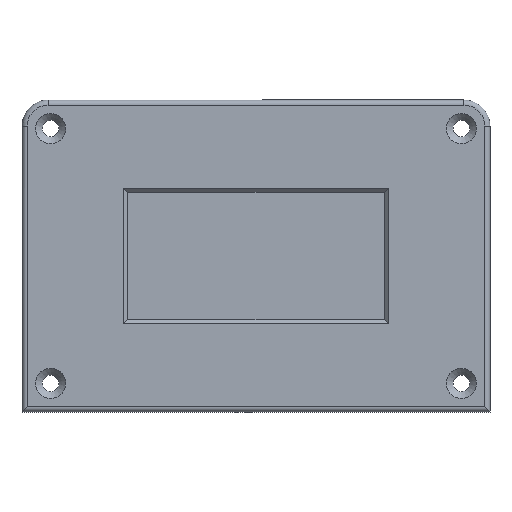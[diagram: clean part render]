
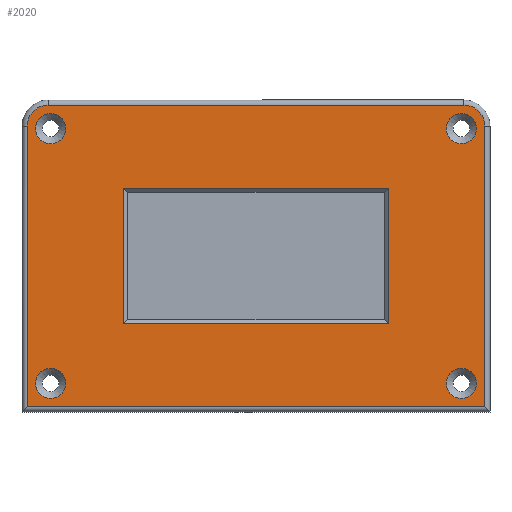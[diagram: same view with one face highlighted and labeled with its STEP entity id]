
A CAD part, front view. The second image highlights one B-rep face of the part: STEP entity #2020.
In plain terms, the highlighted planar face has unit normal (0, -1, 0).
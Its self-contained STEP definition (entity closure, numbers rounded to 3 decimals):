
#84=CIRCLE('',#2185,4.);
#85=CIRCLE('',#2186,4.);
#86=CIRCLE('',#2187,2.9);
#87=CIRCLE('',#2188,2.9);
#88=CIRCLE('',#2189,2.9);
#89=CIRCLE('',#2190,2.9);
#168=ORIENTED_EDGE('',*,*,#720,.T.);
#169=ORIENTED_EDGE('',*,*,#721,.T.);
#170=ORIENTED_EDGE('',*,*,#722,.T.);
#171=ORIENTED_EDGE('',*,*,#723,.T.);
#172=ORIENTED_EDGE('',*,*,#724,.T.);
#173=ORIENTED_EDGE('',*,*,#725,.T.);
#174=ORIENTED_EDGE('',*,*,#726,.T.);
#175=ORIENTED_EDGE('',*,*,#727,.T.);
#176=ORIENTED_EDGE('',*,*,#728,.T.);
#177=ORIENTED_EDGE('',*,*,#729,.T.);
#178=ORIENTED_EDGE('',*,*,#730,.T.);
#179=ORIENTED_EDGE('',*,*,#731,.T.);
#180=ORIENTED_EDGE('',*,*,#732,.T.);
#181=ORIENTED_EDGE('',*,*,#733,.T.);
#720=EDGE_CURVE('',#996,#997,#84,.T.);
#721=EDGE_CURVE('',#997,#998,#1180,.T.);
#722=EDGE_CURVE('',#998,#999,#1181,.T.);
#723=EDGE_CURVE('',#999,#1000,#1182,.T.);
#724=EDGE_CURVE('',#1000,#1001,#85,.T.);
#725=EDGE_CURVE('',#1001,#996,#1183,.T.);
#726=EDGE_CURVE('',#1002,#1003,#1184,.T.);
#727=EDGE_CURVE('',#1003,#1004,#1185,.T.);
#728=EDGE_CURVE('',#1004,#1005,#1186,.T.);
#729=EDGE_CURVE('',#1005,#1002,#1187,.T.);
#730=EDGE_CURVE('',#1006,#1006,#86,.F.);
#731=EDGE_CURVE('',#1007,#1007,#87,.F.);
#732=EDGE_CURVE('',#1008,#1008,#88,.F.);
#733=EDGE_CURVE('',#1009,#1009,#89,.F.);
#996=VERTEX_POINT('',#3028);
#997=VERTEX_POINT('',#3029);
#998=VERTEX_POINT('',#3031);
#999=VERTEX_POINT('',#3033);
#1000=VERTEX_POINT('',#3035);
#1001=VERTEX_POINT('',#3037);
#1002=VERTEX_POINT('',#3040);
#1003=VERTEX_POINT('',#3041);
#1004=VERTEX_POINT('',#3043);
#1005=VERTEX_POINT('',#3045);
#1006=VERTEX_POINT('',#3048);
#1007=VERTEX_POINT('',#3050);
#1008=VERTEX_POINT('',#3052);
#1009=VERTEX_POINT('',#3054);
#1180=LINE('',#3030,#1410);
#1181=LINE('',#3032,#1411);
#1182=LINE('',#3034,#1412);
#1183=LINE('',#3038,#1413);
#1184=LINE('',#3039,#1414);
#1185=LINE('',#3042,#1415);
#1186=LINE('',#3044,#1416);
#1187=LINE('',#3046,#1417);
#1410=VECTOR('',#2420,1000.);
#1411=VECTOR('',#2421,1000.);
#1412=VECTOR('',#2422,1000.);
#1413=VECTOR('',#2425,1000.);
#1414=VECTOR('',#2426,1000.);
#1415=VECTOR('',#2427,1000.);
#1416=VECTOR('',#2428,1000.);
#1417=VECTOR('',#2429,1000.);
#1618=EDGE_LOOP('',(#168,#169,#170,#171,#172,#173));
#1619=EDGE_LOOP('',(#174,#175,#176,#177));
#1620=EDGE_LOOP('',(#178));
#1621=EDGE_LOOP('',(#179));
#1622=EDGE_LOOP('',(#180));
#1623=EDGE_LOOP('',(#181));
#1780=FACE_BOUND('',#1618,.T.);
#1781=FACE_BOUND('',#1619,.T.);
#1782=FACE_BOUND('',#1620,.T.);
#1783=FACE_BOUND('',#1621,.T.);
#1784=FACE_BOUND('',#1622,.T.);
#1785=FACE_BOUND('',#1623,.T.);
#1931=PLANE('',#2184);
#2020=ADVANCED_FACE('',(#1780,#1781,#1782,#1783,#1784,#1785),#1931,.T.);
#2184=AXIS2_PLACEMENT_3D('',#3026,#2416,#2417);
#2185=AXIS2_PLACEMENT_3D('',#3027,#2418,#2419);
#2186=AXIS2_PLACEMENT_3D('',#3036,#2423,#2424);
#2187=AXIS2_PLACEMENT_3D('',#3047,#2430,#2431);
#2188=AXIS2_PLACEMENT_3D('',#3049,#2432,#2433);
#2189=AXIS2_PLACEMENT_3D('',#3051,#2434,#2435);
#2190=AXIS2_PLACEMENT_3D('',#3053,#2436,#2437);
#2416=DIRECTION('',(0.,-1.,0.));
#2417=DIRECTION('',(0.,0.,-1.));
#2418=DIRECTION('',(0.,-1.,0.));
#2419=DIRECTION('',(0.,0.,-1.));
#2420=DIRECTION('',(0.,0.,-1.));
#2421=DIRECTION('',(1.,0.,0.));
#2422=DIRECTION('',(0.,0.,1.));
#2423=DIRECTION('',(0.,-1.,0.));
#2424=DIRECTION('',(0.,0.,-1.));
#2425=DIRECTION('',(-1.,0.,0.));
#2426=DIRECTION('',(1.,0.,0.));
#2427=DIRECTION('',(0.,0.,-1.));
#2428=DIRECTION('',(-1.,0.,0.));
#2429=DIRECTION('',(0.,0.,1.));
#2430=DIRECTION('',(0.,-1.,0.));
#2431=DIRECTION('',(0.,0.,-1.));
#2432=DIRECTION('',(0.,-1.,0.));
#2433=DIRECTION('',(0.,0.,-1.));
#2434=DIRECTION('',(0.,-1.,0.));
#2435=DIRECTION('',(0.,0.,-1.));
#2436=DIRECTION('',(0.,-1.,0.));
#2437=DIRECTION('',(0.,0.,-1.));
#3026=CARTESIAN_POINT('',(40.,-42.,55.));
#3027=CARTESIAN_POINT('',(-40.,-42.,55.));
#3028=CARTESIAN_POINT('',(-40.,-42.,59.));
#3029=CARTESIAN_POINT('',(-44.,-42.,55.));
#3030=CARTESIAN_POINT('',(-44.,-42.,0.));
#3031=CARTESIAN_POINT('',(-44.,-42.,1.));
#3032=CARTESIAN_POINT('',(45.,-42.,1.));
#3033=CARTESIAN_POINT('',(44.,-42.,1.));
#3034=CARTESIAN_POINT('',(44.,-42.,55.));
#3035=CARTESIAN_POINT('',(44.,-42.,55.));
#3036=CARTESIAN_POINT('',(40.,-42.,55.));
#3037=CARTESIAN_POINT('',(40.,-42.,59.));
#3038=CARTESIAN_POINT('',(-40.,-42.,59.));
#3039=CARTESIAN_POINT('',(24.7,-42.,43.05));
#3040=CARTESIAN_POINT('',(-25.5,-42.,43.05));
#3041=CARTESIAN_POINT('',(25.5,-42.,43.05));
#3042=CARTESIAN_POINT('',(25.5,-42.,17.75));
#3043=CARTESIAN_POINT('',(25.5,-42.,16.95));
#3044=CARTESIAN_POINT('',(-24.7,-42.,16.95));
#3045=CARTESIAN_POINT('',(-25.5,-42.,16.95));
#3046=CARTESIAN_POINT('',(-25.5,-42.,42.25));
#3047=CARTESIAN_POINT('',(-39.5,-42.,5.5));
#3048=CARTESIAN_POINT('',(-39.5,-42.,2.6));
#3049=CARTESIAN_POINT('',(39.5,-42.,5.5));
#3050=CARTESIAN_POINT('',(39.5,-42.,2.6));
#3051=CARTESIAN_POINT('',(39.5,-42.,54.5));
#3052=CARTESIAN_POINT('',(39.5,-42.,51.6));
#3053=CARTESIAN_POINT('',(-39.5,-42.,54.5));
#3054=CARTESIAN_POINT('',(-39.5,-42.,51.6));
